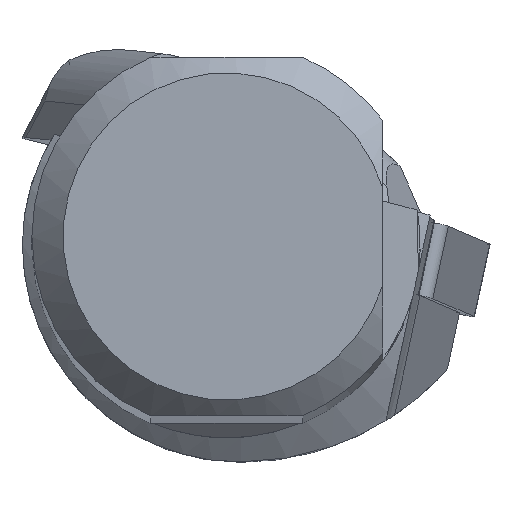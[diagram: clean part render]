
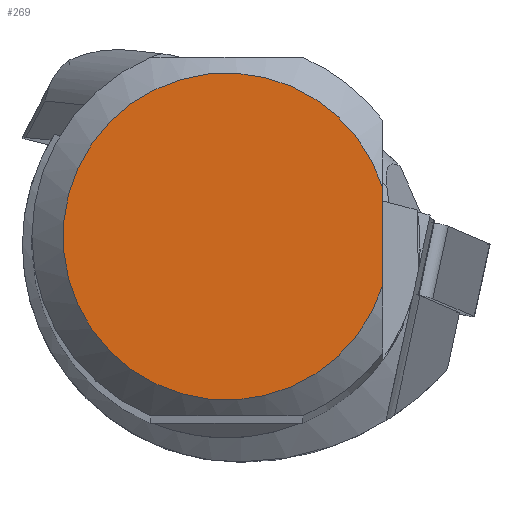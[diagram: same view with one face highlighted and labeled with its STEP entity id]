
A CAD part, top view. The second image highlights one B-rep face of the part: STEP entity #269.
In plain terms, the highlighted planar face has unit normal (0, 0, 1).
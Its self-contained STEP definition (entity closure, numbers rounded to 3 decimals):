
#189=FACE_OUTER_BOUND('',#655,.T.);
#269=ADVANCED_FACE('CU_SU_BP3',(#189),#332,.T.);
#332=PLANE('',#1733);
#423=LINE('',#2607,#546);
#546=VECTOR('',#2040,1.);
#655=EDGE_LOOP('',(#890,#891));
#890=ORIENTED_EDGE('',*,*,#1420,.T.);
#891=ORIENTED_EDGE('',*,*,#1421,.F.);
#1243=VERTEX_POINT('',#2608);
#1244=VERTEX_POINT('',#2609);
#1420=EDGE_CURVE('',#1243,#1244,#423,.T.);
#1421=EDGE_CURVE('',#1243,#1244,#1548,.T.);
#1548=CIRCLE('',#1732,10.491);
#1732=AXIS2_PLACEMENT_3D('',#2610,#2041,#2042);
#1733=AXIS2_PLACEMENT_3D('',#2611,#2043,#2044);
#2040=DIRECTION('',(0.,1.,0.));
#2041=DIRECTION('',(0.,0.,-1.));
#2042=DIRECTION('',(-1.,0.,0.));
#2043=DIRECTION('',(0.,0.,1.));
#2044=DIRECTION('',(-1.,0.,0.));
#2607=CARTESIAN_POINT('',(10.009,0.,0.));
#2608=CARTESIAN_POINT('',(10.009,-3.145,0.));
#2609=CARTESIAN_POINT('',(10.009,3.145,0.));
#2610=CARTESIAN_POINT('',(0.,0.,0.));
#2611=CARTESIAN_POINT('',(0.,0.,
0.));
